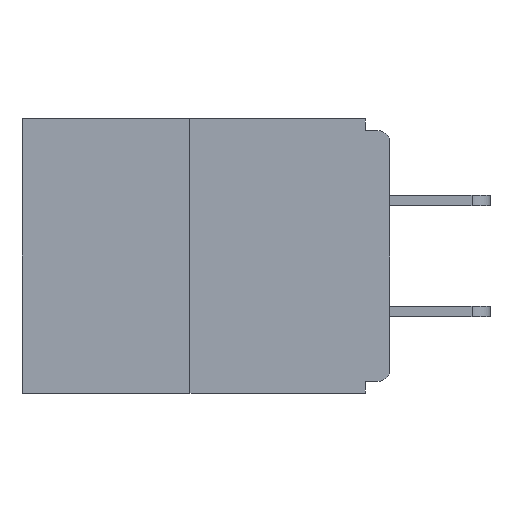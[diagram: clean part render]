
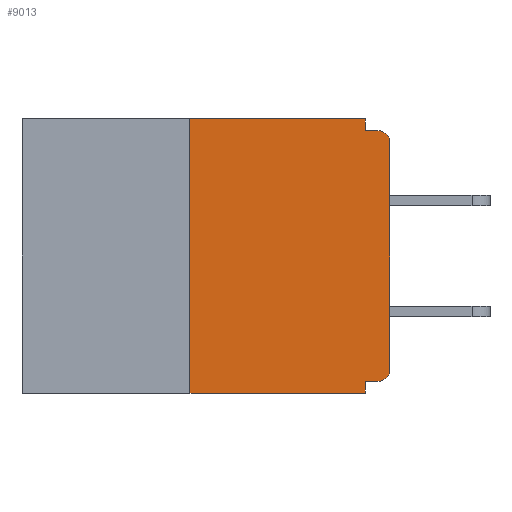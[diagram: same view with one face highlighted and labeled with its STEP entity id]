
A CAD part, left-side view. The second image highlights one B-rep face of the part: STEP entity #9013.
In plain terms, the highlighted planar face has unit normal (-1, 0, 0).
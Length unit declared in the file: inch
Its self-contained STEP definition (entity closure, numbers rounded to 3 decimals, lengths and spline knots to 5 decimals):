
#533 = VECTOR ( 'NONE', #9505, 39.37008 ) ;
#591 = VERTEX_POINT ( 'NONE', #5238 ) ;
#921 = DIRECTION ( 'NONE',  ( 0., 0., -1. ) ) ;
#1229 = CIRCLE ( 'NONE', #23044, 0.015 ) ;
#1518 = CARTESIAN_POINT ( 'NONE',  ( 0., 0.015, -0.328 ) ) ;
#1785 = CARTESIAN_POINT ( 'NONE',  ( 0., 0.46, 0. ) ) ;
#2051 = VERTEX_POINT ( 'NONE', #1518 ) ;
#2156 = CARTESIAN_POINT ( 'NONE',  ( 0., 0., 0. ) ) ;
#2616 = EDGE_CURVE ( 'NONE', #24612, #22494, #8419, .T. ) ;
#2649 = VERTEX_POINT ( 'NONE', #22702 ) ;
#2921 = CARTESIAN_POINT ( 'NONE',  ( 0., 0.031, -0.343 ) ) ;
#3230 = EDGE_CURVE ( 'NONE', #25565, #25078, #21101, .T. ) ;
#3424 = VERTEX_POINT ( 'NONE', #2921 ) ;
#3493 = DIRECTION ( 'NONE',  ( 0., -1., 0. ) ) ;
#5238 = CARTESIAN_POINT ( 'NONE',  ( 0., 0., -0.313 ) ) ;
#5460 = VECTOR ( 'NONE', #15777, 39.37008 ) ;
#5656 = VECTOR ( 'NONE', #25455, 39.37008 ) ;
#5984 = EDGE_CURVE ( 'NONE', #2649, #25565, #22713, .T. ) ;
#7260 = CARTESIAN_POINT ( 'NONE',  ( 0., 0.015, -0.313 ) ) ;
#7684 = CARTESIAN_POINT ( 'NONE',  ( 0., 0.25, 0. ) ) ;
#7937 = VECTOR ( 'NONE', #12997, 39.37008 ) ;
#8419 = LINE ( 'NONE', #7684, #26006 ) ;
#8632 = LINE ( 'NONE', #2156, #7937 ) ;
#8669 = CARTESIAN_POINT ( 'NONE',  ( 0., 0.031, -0.015 ) ) ;
#9013 = ADVANCED_FACE ( 'NONE', ( #12770 ), #22908, .F. ) ;
#9505 = DIRECTION ( 'NONE',  ( 0., 0., -1. ) ) ;
#9606 = DIRECTION ( 'NONE',  ( 1., 0., 0. ) ) ;
#9804 = CARTESIAN_POINT ( 'NONE',  ( 0., 0.46, -0.343 ) ) ;
#9928 = EDGE_CURVE ( 'NONE', #591, #28466, #8632, .T. ) ;
#10176 = DIRECTION ( 'NONE',  ( 0., 1., 0. ) ) ;
#10283 = ORIENTED_EDGE ( 'NONE', *, *, #17991, .F. ) ;
#10497 = LINE ( 'NONE', #12267, #16340 ) ;
#10727 = CARTESIAN_POINT ( 'NONE',  ( 0., 0.015, -0.03 ) ) ;
#10887 = VECTOR ( 'NONE', #23099, 39.37008 ) ;
#10902 = CARTESIAN_POINT ( 'NONE',  ( 0., 0.25, -0.343 ) ) ;
#11410 = CARTESIAN_POINT ( 'NONE',  ( 0., 0.25, 0. ) ) ;
#12237 = LINE ( 'NONE', #9804, #10887 ) ;
#12267 = CARTESIAN_POINT ( 'NONE',  ( 0., 0., -0.328 ) ) ;
#12768 = CARTESIAN_POINT ( 'NONE',  ( 0., 0.031, -0.343 ) ) ;
#12770 = FACE_OUTER_BOUND ( 'NONE', #16759, .T. ) ;
#12997 = DIRECTION ( 'NONE',  ( 0., 0., 1. ) ) ;
#13138 = EDGE_CURVE ( 'NONE', #24612, #3424, #12237, .T. ) ;
#13776 = ORIENTED_EDGE ( 'NONE', *, *, #17114, .T. ) ;
#15020 = DIRECTION ( 'NONE',  ( 0., 0., -1. ) ) ;
#15319 = CARTESIAN_POINT ( 'NONE',  ( 0., 0., -0.015 ) ) ;
#15777 = DIRECTION ( 'NONE',  ( 0., 0., -1. ) ) ;
#16340 = VECTOR ( 'NONE', #10176, 39.37008 ) ;
#16759 = EDGE_LOOP ( 'NONE', ( #20620, #26146, #23213, #17920, #10283, #18320, #23253, #13776, #24726, #22566 ) ) ;
#17114 = EDGE_CURVE ( 'NONE', #28466, #25078, #1229, .T. ) ;
#17150 = EDGE_CURVE ( 'NONE', #22494, #2649, #28393, .T. ) ;
#17920 = ORIENTED_EDGE ( 'NONE', *, *, #26543, .F. ) ;
#17991 = EDGE_CURVE ( 'NONE', #2051, #24639, #10497, .T. ) ;
#18320 = ORIENTED_EDGE ( 'NONE', *, *, #23757, .T. ) ;
#19721 = VECTOR ( 'NONE', #3493, 39.37008 ) ;
#20583 = DIRECTION ( 'NONE',  ( 0., 0., -1. ) ) ;
#20620 = ORIENTED_EDGE ( 'NONE', *, *, #17150, .F. ) ;
#21101 = LINE ( 'NONE', #15319, #19721 ) ;
#21781 = DIRECTION ( 'NONE',  ( -1., 0., 0. ) ) ;
#21895 = CARTESIAN_POINT ( 'NONE',  ( 0., 0.015, -0.015 ) ) ;
#22045 = CIRCLE ( 'NONE', #23799, 0.015 ) ;
#22494 = VERTEX_POINT ( 'NONE', #11410 ) ;
#22523 = AXIS2_PLACEMENT_3D ( 'NONE', #24824, #9606, #20583 ) ;
#22566 = ORIENTED_EDGE ( 'NONE', *, *, #5984, .F. ) ;
#22702 = CARTESIAN_POINT ( 'NONE',  ( 0., 0.031, 0. ) ) ;
#22713 = LINE ( 'NONE', #26776, #5460 ) ;
#22907 = DIRECTION ( 'NONE',  ( 0., 0., 1. ) ) ;
#22908 = PLANE ( 'NONE',  #22523 ) ;
#23044 = AXIS2_PLACEMENT_3D ( 'NONE', #10727, #21781, #15020 ) ;
#23099 = DIRECTION ( 'NONE',  ( 0., -1., 0. ) ) ;
#23213 = ORIENTED_EDGE ( 'NONE', *, *, #13138, .T. ) ;
#23253 = ORIENTED_EDGE ( 'NONE', *, *, #9928, .T. ) ;
#23757 = EDGE_CURVE ( 'NONE', #2051, #591, #22045, .T. ) ;
#23799 = AXIS2_PLACEMENT_3D ( 'NONE', #7260, #27386, #921 ) ;
#23952 = LINE ( 'NONE', #12768, #533 ) ;
#24300 = CARTESIAN_POINT ( 'NONE',  ( 0., 0., -0.03 ) ) ;
#24612 = VERTEX_POINT ( 'NONE', #10902 ) ;
#24639 = VERTEX_POINT ( 'NONE', #27220 ) ;
#24726 = ORIENTED_EDGE ( 'NONE', *, *, #3230, .F. ) ;
#24824 = CARTESIAN_POINT ( 'NONE',  ( 0., 0.46, 0. ) ) ;
#25078 = VERTEX_POINT ( 'NONE', #21895 ) ;
#25455 = DIRECTION ( 'NONE',  ( 0., -1., 0. ) ) ;
#25565 = VERTEX_POINT ( 'NONE', #8669 ) ;
#26006 = VECTOR ( 'NONE', #22907, 39.37008 ) ;
#26146 = ORIENTED_EDGE ( 'NONE', *, *, #2616, .F. ) ;
#26543 = EDGE_CURVE ( 'NONE', #24639, #3424, #23952, .T. ) ;
#26776 = CARTESIAN_POINT ( 'NONE',  ( 0., 0.031, 0. ) ) ;
#27220 = CARTESIAN_POINT ( 'NONE',  ( 0., 0.031, -0.328 ) ) ;
#27386 = DIRECTION ( 'NONE',  ( -1., 0., 0. ) ) ;
#28393 = LINE ( 'NONE', #1785, #5656 ) ;
#28466 = VERTEX_POINT ( 'NONE', #24300 ) ;
